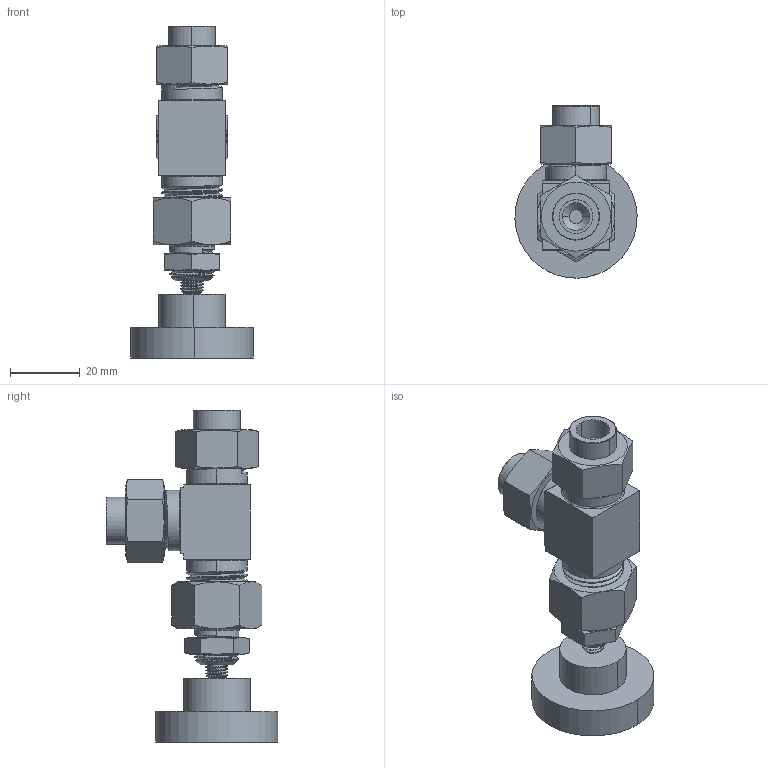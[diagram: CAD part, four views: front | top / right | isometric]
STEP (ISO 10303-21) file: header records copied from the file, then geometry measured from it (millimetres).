
FILE_DESCRIPTION (( 'STEP AP214' ), '1' );
FILE_NAME ('8-04SAU-06.STEP', '2018-01-30T14:30:03', ( '' ), ( '' ), 'SwSTEP 2.0', 'SolidWorks 2018', '' );
FILE_SCHEMA (( 'AUTOMOTIVE_DESIGN' ));
Length unit declared in the file: inch
Products named in the file (1): 8-04SAU-06
Bounding box: 35.03 x 49.33 x 95.22 mm (x, y, z)
Volume: 37091.6 mm3; surface area: 14399.7 mm2
Topology: 2 solids, 2 shells, 229 faces, 538 edges, 336 vertices
Faces by surface type: plane 63, cylinder 62, cone 52, torus 28, bspline 24
Entity records: 20973 total; most frequent: CARTESIAN_POINT 14386, ORIENTED_EDGE 1072, DIRECTION 935, EDGE_CURVE 536, AXIS2_PLACEMENT_3D 400, VERTEX_POINT 336, EDGE_LOOP 256, ADVANCED_FACE 229
